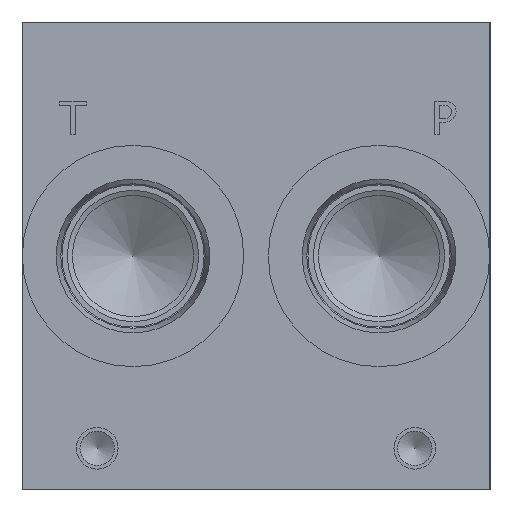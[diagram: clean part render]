
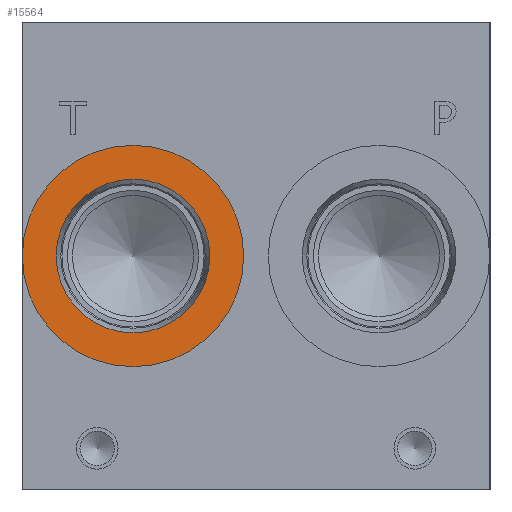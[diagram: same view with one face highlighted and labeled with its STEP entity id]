
A CAD part, left-side view. The second image highlights one B-rep face of the part: STEP entity #15564.
In plain terms, the highlighted planar face has unit normal (-1, 0, 0).
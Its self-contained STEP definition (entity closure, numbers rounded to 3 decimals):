
#522=CIRCLE('',#16333,21.019);
#523=CIRCLE('',#16334,21.019);
#524=CIRCLE('',#16336,14.592);
#525=CIRCLE('',#16337,14.592);
#1307=FACE_BOUND('',#2890,.T.);
#1986=FACE_OUTER_BOUND('',#2889,.T.);
#2889=EDGE_LOOP('',(#12927,#12928));
#2890=EDGE_LOOP('',(#12929,#12930));
#7040=VERTEX_POINT('',#26233);
#7041=VERTEX_POINT('',#26235);
#7042=VERTEX_POINT('',#26239);
#7043=VERTEX_POINT('',#26240);
#9103=EDGE_CURVE('',#7040,#7041,#522,.T.);
#9104=EDGE_CURVE('',#7041,#7040,#523,.T.);
#9105=EDGE_CURVE('',#7042,#7043,#524,.T.);
#9106=EDGE_CURVE('',#7043,#7042,#525,.T.);
#12927=ORIENTED_EDGE('',*,*,#9104,.F.);
#12928=ORIENTED_EDGE('',*,*,#9103,.F.);
#12929=ORIENTED_EDGE('',*,*,#9105,.T.);
#12930=ORIENTED_EDGE('',*,*,#9106,.T.);
#14374=PLANE('',#16335);
#15564=ADVANCED_FACE('',(#1986,#1307),#14374,.F.);
#16333=AXIS2_PLACEMENT_3D('',#26236,#19175,#19176);
#16334=AXIS2_PLACEMENT_3D('',#26237,#19177,#19178);
#16335=AXIS2_PLACEMENT_3D('',#26238,#19179,#19180);
#16336=AXIS2_PLACEMENT_3D('',#26241,#19181,#19182);
#16337=AXIS2_PLACEMENT_3D('',#26242,#19183,#19184);
#19175=DIRECTION('center_axis',(1.,0.,0.));
#19176=DIRECTION('ref_axis',(0.,0.,-1.));
#19177=DIRECTION('center_axis',(1.,0.,0.));
#19178=DIRECTION('ref_axis',(0.,0.,-1.));
#19179=DIRECTION('center_axis',(1.,0.,0.));
#19180=DIRECTION('ref_axis',(0.,0.,-1.));
#19181=DIRECTION('center_axis',(1.,0.,0.));
#19182=DIRECTION('ref_axis',(0.,0.,-1.));
#19183=DIRECTION('center_axis',(1.,0.,0.));
#19184=DIRECTION('ref_axis',(0.,0.,-1.));
#26233=CARTESIAN_POINT('',(0.787,67.818,23.432));
#26235=CARTESIAN_POINT('',(0.787,67.818,65.469));
#26236=CARTESIAN_POINT('Origin',(0.787,67.818,44.45));
#26237=CARTESIAN_POINT('Origin',(0.787,67.818,44.45));
#26238=CARTESIAN_POINT('Origin',(0.787,67.818,59.042));
#26239=CARTESIAN_POINT('',(0.787,67.818,59.042));
#26240=CARTESIAN_POINT('',(0.787,67.818,29.858));
#26241=CARTESIAN_POINT('Origin',(0.787,67.818,44.45));
#26242=CARTESIAN_POINT('Origin',(0.787,67.818,44.45));
